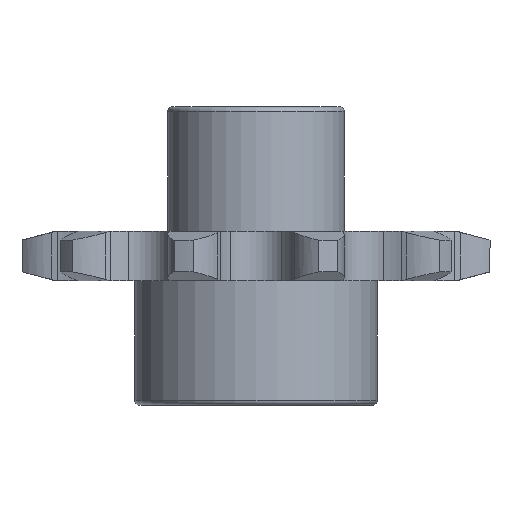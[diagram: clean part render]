
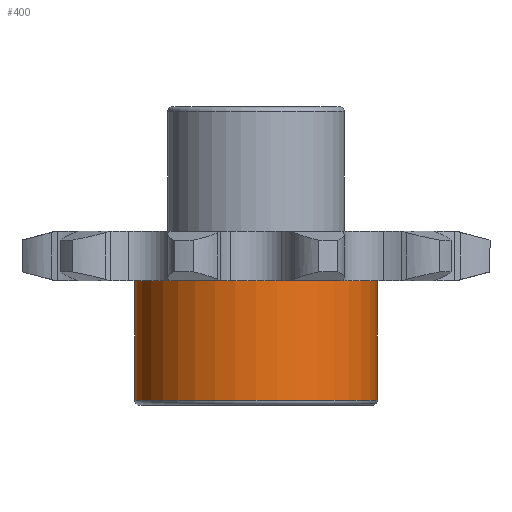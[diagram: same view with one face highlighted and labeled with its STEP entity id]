
A CAD part, front view. The second image highlights one B-rep face of the part: STEP entity #400.
In plain terms, the highlighted cylindrical face has radius 6.1 mm (diameter 12.2 mm), a partial arc.
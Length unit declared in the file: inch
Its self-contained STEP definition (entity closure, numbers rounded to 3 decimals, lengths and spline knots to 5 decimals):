
#84 = DIRECTION ( 'NONE',  ( 0., 0., -1. ) ) ;
#400 = ADVANCED_FACE ( 'NONE', ( #4209 ), #3809, .T. ) ;
#492 = EDGE_CURVE ( 'NONE', #790, #3141, #2342, .T. ) ;
#759 = CARTESIAN_POINT ( 'NONE',  ( -0.24016, -0.40451, -0.29528 ) ) ;
#790 = VERTEX_POINT ( 'NONE', #1026 ) ;
#801 = CARTESIAN_POINT ( 'NONE',  ( 0., -0.40451, -0.29528 ) ) ;
#861 = CARTESIAN_POINT ( 'NONE',  ( 0.24016, -0.40451, -0.04921 ) ) ;
#976 = CIRCLE ( 'NONE', #3382, 0.24016 ) ;
#1026 = CARTESIAN_POINT ( 'NONE',  ( 0.24016, -0.40451, -0.28543 ) ) ;
#1316 = VERTEX_POINT ( 'NONE', #2191 ) ;
#1353 = ORIENTED_EDGE ( 'NONE', *, *, #1880, .T. ) ;
#1387 = VECTOR ( 'NONE', #3252, 39.37008 ) ;
#1431 = EDGE_LOOP ( 'NONE', ( #3315, #3275, #2548, #1353 ) ) ;
#1517 = LINE ( 'NONE', #759, #1387 ) ;
#1757 = DIRECTION ( 'NONE',  ( 0., 0., 1. ) ) ;
#1781 = DIRECTION ( 'NONE',  ( 0., 0., 1. ) ) ;
#1854 = VERTEX_POINT ( 'NONE', #4552 ) ;
#1880 = EDGE_CURVE ( 'NONE', #3141, #1316, #976, .T. ) ;
#1969 = DIRECTION ( 'NONE',  ( 0., 0., 1. ) ) ;
#2162 = AXIS2_PLACEMENT_3D ( 'NONE', #801, #1969, #2452 ) ;
#2191 = CARTESIAN_POINT ( 'NONE',  ( -0.24016, -0.40451, -0.04921 ) ) ;
#2276 = AXIS2_PLACEMENT_3D ( 'NONE', #3337, #1757, #4690 ) ;
#2342 = LINE ( 'NONE', #4616, #2406 ) ;
#2406 = VECTOR ( 'NONE', #1781, 39.37008 ) ;
#2452 = DIRECTION ( 'NONE',  ( 1., 0., 0. ) ) ;
#2548 = ORIENTED_EDGE ( 'NONE', *, *, #492, .T. ) ;
#2617 = CARTESIAN_POINT ( 'NONE',  ( 0., -0.40451, -0.04921 ) ) ;
#2636 = DIRECTION ( 'NONE',  ( -1., 0., 0. ) ) ;
#2667 = EDGE_CURVE ( 'NONE', #1854, #790, #5000, .T. ) ;
#3141 = VERTEX_POINT ( 'NONE', #861 ) ;
#3252 = DIRECTION ( 'NONE',  ( 0., 0., 1. ) ) ;
#3275 = ORIENTED_EDGE ( 'NONE', *, *, #2667, .T. ) ;
#3315 = ORIENTED_EDGE ( 'NONE', *, *, #4126, .F. ) ;
#3337 = CARTESIAN_POINT ( 'NONE',  ( 0., -0.40451, -0.28543 ) ) ;
#3382 = AXIS2_PLACEMENT_3D ( 'NONE', #2617, #84, #2636 ) ;
#3809 = CYLINDRICAL_SURFACE ( 'NONE', #2162, 0.24016 ) ;
#4126 = EDGE_CURVE ( 'NONE', #1854, #1316, #1517, .T. ) ;
#4209 = FACE_OUTER_BOUND ( 'NONE', #1431, .T. ) ;
#4552 = CARTESIAN_POINT ( 'NONE',  ( -0.24016, -0.40451, -0.28543 ) ) ;
#4616 = CARTESIAN_POINT ( 'NONE',  ( 0.24016, -0.40451, -0.29528 ) ) ;
#4690 = DIRECTION ( 'NONE',  ( -1., 0., 0. ) ) ;
#5000 = CIRCLE ( 'NONE', #2276, 0.24016 ) ;
